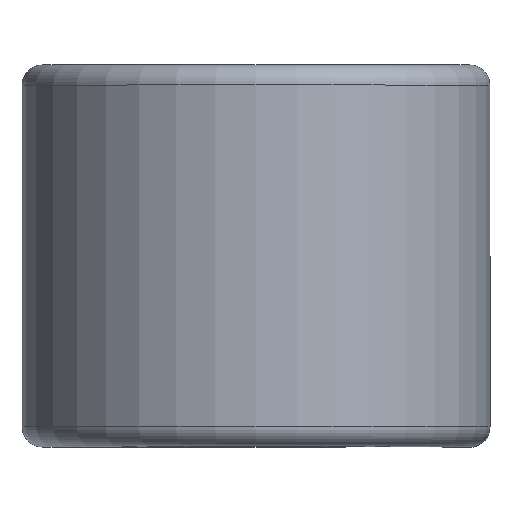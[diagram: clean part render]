
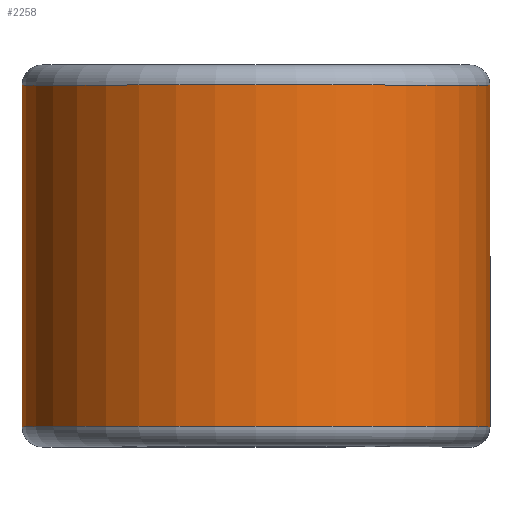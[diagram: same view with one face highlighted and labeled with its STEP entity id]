
A CAD part, top view. The second image highlights one B-rep face of the part: STEP entity #2258.
In plain terms, the highlighted cylindrical face has radius 8.75 mm (diameter 17.501 mm), a partial arc.
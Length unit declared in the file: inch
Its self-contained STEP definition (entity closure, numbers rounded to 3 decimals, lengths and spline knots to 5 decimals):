
#90 = EDGE_CURVE ( 'NONE', #2047, #487, #976, .T. ) ;
#91 = CARTESIAN_POINT ( 'NONE',  ( 0., -0.25125, -0.3445 ) ) ;
#108 = CARTESIAN_POINT ( 'NONE',  ( 0., 0.25125, 0. ) ) ;
#187 = DIRECTION ( 'NONE',  ( 0., 1., 0. ) ) ;
#197 = LINE ( 'NONE', #853, #1317 ) ;
#216 = CARTESIAN_POINT ( 'NONE',  ( 0.3445, -0.25125, 0. ) ) ;
#217 = VECTOR ( 'NONE', #1663, 39.37008 ) ;
#299 = DIRECTION ( 'NONE',  ( 0., 0., -1. ) ) ;
#487 = VERTEX_POINT ( 'NONE', #91 ) ;
#503 = DIRECTION ( 'NONE',  ( 0., -1., 0. ) ) ;
#590 = CARTESIAN_POINT ( 'NONE',  ( 0.3445, 0.25125, 0. ) ) ;
#678 = ORIENTED_EDGE ( 'NONE', *, *, #985, .T. ) ;
#698 = CARTESIAN_POINT ( 'NONE',  ( 0., 0.25, 0. ) ) ;
#853 = CARTESIAN_POINT ( 'NONE',  ( 0., 0.25125, -0.3445 ) ) ;
#976 = CIRCLE ( 'NONE', #2309, 0.3445 ) ;
#985 = EDGE_CURVE ( 'NONE', #2047, #2147, #2202, .T. ) ;
#1061 = ORIENTED_EDGE ( 'NONE', *, *, #1507, .F. ) ;
#1098 = CARTESIAN_POINT ( 'NONE',  ( 0., -0.25125, 0. ) ) ;
#1297 = EDGE_LOOP ( 'NONE', ( #678, #1714, #1061, #1427 ) ) ;
#1317 = VECTOR ( 'NONE', #187, 39.37008 ) ;
#1401 = DIRECTION ( 'NONE',  ( 0., 0., -1. ) ) ;
#1427 = ORIENTED_EDGE ( 'NONE', *, *, #90, .F. ) ;
#1507 = EDGE_CURVE ( 'NONE', #487, #2137, #197, .T. ) ;
#1535 = AXIS2_PLACEMENT_3D ( 'NONE', #108, #1925, #2096 ) ;
#1553 = CARTESIAN_POINT ( 'NONE',  ( 0.3445, 0.25125, 0. ) ) ;
#1555 = DIRECTION ( 'NONE',  ( 0., -1., 0. ) ) ;
#1663 = DIRECTION ( 'NONE',  ( 0., 1., 0. ) ) ;
#1714 = ORIENTED_EDGE ( 'NONE', *, *, #1929, .T. ) ;
#1914 = CIRCLE ( 'NONE', #1535, 0.3445 ) ;
#1925 = DIRECTION ( 'NONE',  ( 0., -1., 0. ) ) ;
#1929 = EDGE_CURVE ( 'NONE', #2147, #2137, #1914, .T. ) ;
#1932 = FACE_OUTER_BOUND ( 'NONE', #1297, .T. ) ;
#2047 = VERTEX_POINT ( 'NONE', #216 ) ;
#2096 = DIRECTION ( 'NONE',  ( 0., 0., -1. ) ) ;
#2137 = VERTEX_POINT ( 'NONE', #2220 ) ;
#2138 = AXIS2_PLACEMENT_3D ( 'NONE', #698, #503, #1401 ) ;
#2147 = VERTEX_POINT ( 'NONE', #1553 ) ;
#2202 = LINE ( 'NONE', #590, #217 ) ;
#2220 = CARTESIAN_POINT ( 'NONE',  ( 0., 0.25125, -0.3445 ) ) ;
#2258 = ADVANCED_FACE ( 'NONE', ( #1932 ), #2325, .T. ) ;
#2309 = AXIS2_PLACEMENT_3D ( 'NONE', #1098, #1555, #299 ) ;
#2325 = CYLINDRICAL_SURFACE ( 'NONE', #2138, 0.3445 ) ;
